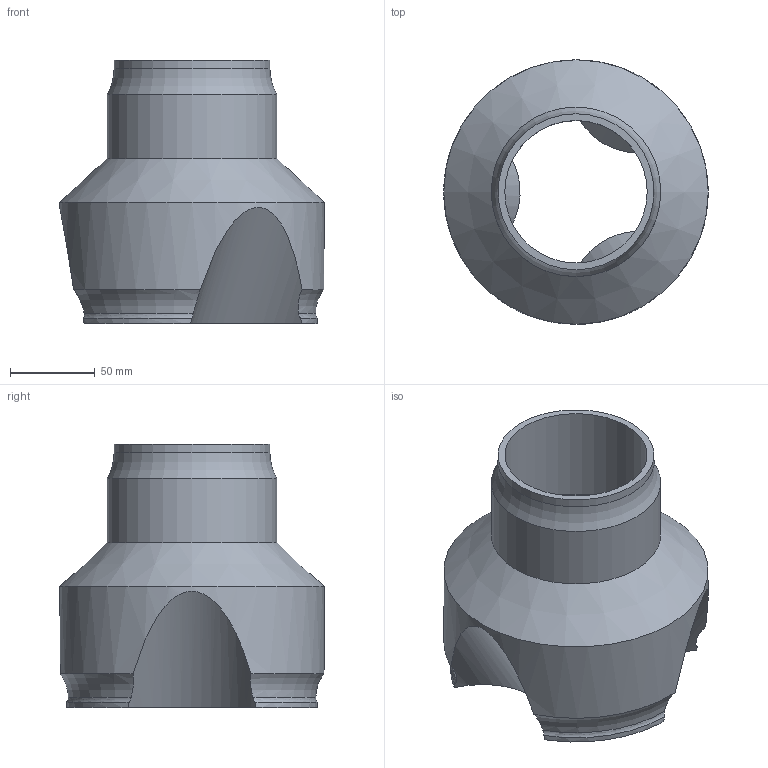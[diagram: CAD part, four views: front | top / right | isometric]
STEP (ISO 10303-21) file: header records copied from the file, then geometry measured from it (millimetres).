
FILE_DESCRIPTION(/* description */ (''),/* implementation_level */ '2;1');
FILE_NAME(/* name */ 'chimney.step',/* time_stamp */ '2024-08-30T00:02:54-07:00',/* author */ (''),/* organization */ (''),/* preprocessor_version */ 'ST-DEVELOPER v20',/* originating_system */ 'Autodesk Translation Framework v13.14.0.145',/* authorisation */ '');
FILE_SCHEMA (('AUTOMOTIVE_DESIGN { 1 0 10303 214 3 1 1 }'));
Length unit declared in the file: metre
Products named in the file (3): 3x_80mm_Base_to_3x_50mm_Adapter (2); Component1; Component2
Assembly tree (2 placements, depth 2):
  3x_80mm_Base_to_3x_50mm_Adapter (2)
    Component1
    Component2
Bounding box: 156 x 156 x 155.19 mm (x, y, z)
Volume: 408753.2 mm3; surface area: 137174.1 mm2
Topology: 1 solids, 1 shells, 36 faces, 92 edges, 57 vertices
Faces by surface type: cylinder 20, torus 7, cone 5, plane 4
Full cylindrical faces by diameter (mm): 84 x1, 92 x1, 100 x1, 140 x1, 156 x1
Entity records: 1436 total; most frequent: CARTESIAN_POINT 496, DIRECTION 189, ORIENTED_EDGE 184, EDGE_CURVE 92, AXIS2_PLACEMENT_3D 88, VERTEX_POINT 57, EDGE_LOOP 37, FACE_OUTER_BOUND 36
